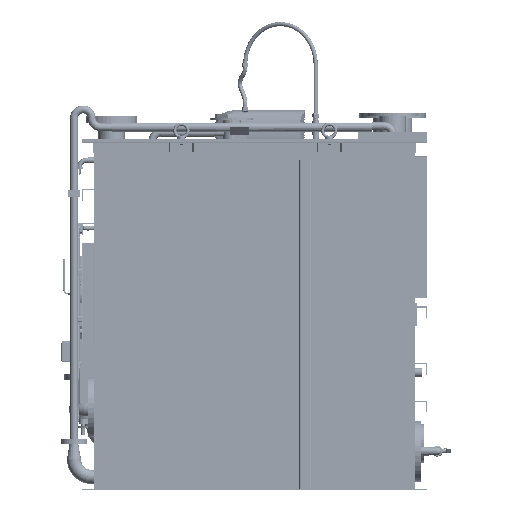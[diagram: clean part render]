
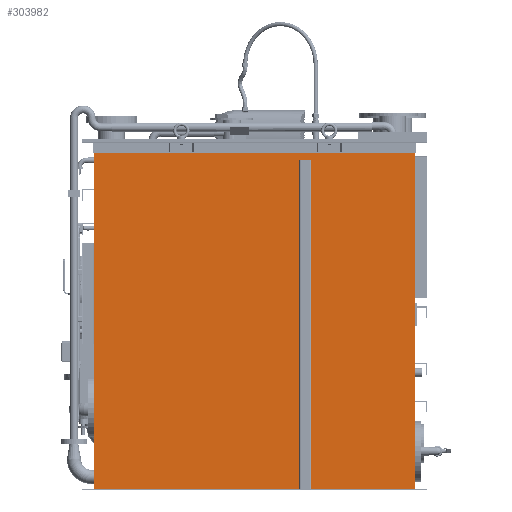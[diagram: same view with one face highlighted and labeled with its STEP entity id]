
A CAD part, left-side view. The second image highlights one B-rep face of the part: STEP entity #303982.
In plain terms, the highlighted planar face has unit normal (-1, 0, 0).
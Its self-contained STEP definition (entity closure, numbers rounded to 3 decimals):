
#9586=PLANE('',#322902);
#21667=LINE('',#440682,#50362);
#21705=LINE('',#440760,#50400);
#21713=LINE('',#440784,#50408);
#21729=LINE('',#440847,#50424);
#21731=LINE('',#440851,#50426);
#21737=LINE('',#440862,#50432);
#22334=LINE('',#443360,#51029);
#22552=LINE('',#443903,#51247);
#22729=LINE('',#444806,#51424);
#22745=LINE('',#444868,#51440);
#22772=LINE('',#445085,#51467);
#22778=LINE('',#445095,#51473);
#22787=LINE('',#445118,#51482);
#22792=LINE('',#445125,#51487);
#22793=LINE('',#445126,#51488);
#50362=VECTOR('',#355584,10.);
#50400=VECTOR('',#355646,10.);
#50408=VECTOR('',#355662,10.);
#50424=VECTOR('',#355718,10.);
#50426=VECTOR('',#355724,10.);
#50432=VECTOR('',#355740,10.);
#51029=VECTOR('',#358229,10.);
#51247=VECTOR('',#358703,10.);
#51424=VECTOR('',#359398,10.);
#51440=VECTOR('',#359462,10.);
#51467=VECTOR('',#359705,10.);
#51473=VECTOR('',#359715,10.);
#51482=VECTOR('',#359740,10.);
#51487=VECTOR('',#359749,10.);
#51488=VECTOR('',#359750,10.);
#82344=FACE_OUTER_BOUND('',#99532,.T.);
#99532=EDGE_LOOP('',(#211023,#211024,#211025,#211026,#211027,#211028,#211029,
#211030,#211031,#211032,#211033,#211034,#211035,#211036,#211037,#211038,
#211039));
#116734=CIRCLE('',#322752,2.5);
#116736=CIRCLE('',#322755,2.5);
#128475=VERTEX_POINT('',#440679);
#128476=VERTEX_POINT('',#440681);
#128503=VERTEX_POINT('',#440757);
#128504=VERTEX_POINT('',#440759);
#128515=VERTEX_POINT('',#440781);
#128516=VERTEX_POINT('',#440783);
#128542=VERTEX_POINT('',#440844);
#128543=VERTEX_POINT('',#440846);
#129333=VERTEX_POINT('',#443358);
#129528=VERTEX_POINT('',#443896);
#129736=VERTEX_POINT('',#444775);
#129737=VERTEX_POINT('',#444777);
#129740=VERTEX_POINT('',#444784);
#129741=VERTEX_POINT('',#444786);
#129768=VERTEX_POINT('',#444865);
#129769=VERTEX_POINT('',#444867);
#129851=VERTEX_POINT('',#445084);
#158627=EDGE_CURVE('',#128476,#128475,#21667,.T.);
#158667=EDGE_CURVE('',#128503,#128504,#21705,.T.);
#158679=EDGE_CURVE('',#128515,#128516,#21713,.T.);
#158710=EDGE_CURVE('',#128543,#128542,#21729,.T.);
#158713=EDGE_CURVE('',#128504,#128542,#21731,.T.);
#158719=EDGE_CURVE('',#128515,#128543,#21737,.T.);
#159873=EDGE_CURVE('',#128503,#129333,#22334,.T.);
#160140=EDGE_CURVE('',#129528,#128516,#22552,.T.);
#160453=EDGE_CURVE('',#129737,#129736,#116734,.T.);
#160457=EDGE_CURVE('',#129741,#129740,#116736,.T.);
#160467=EDGE_CURVE('',#129333,#128476,#22729,.T.);
#160495=EDGE_CURVE('',#129768,#129769,#22745,.T.);
#160589=EDGE_CURVE('',#129851,#129741,#22772,.T.);
#160595=EDGE_CURVE('',#129740,#129528,#22778,.T.);
#160607=EDGE_CURVE('',#129736,#129851,#22787,.T.);
#160612=EDGE_CURVE('',#128475,#129769,#22792,.T.);
#160613=EDGE_CURVE('',#129768,#129737,#22793,.T.);
#211023=ORIENTED_EDGE('',*,*,#158713,.F.);
#211024=ORIENTED_EDGE('',*,*,#158667,.F.);
#211025=ORIENTED_EDGE('',*,*,#159873,.T.);
#211026=ORIENTED_EDGE('',*,*,#160467,.T.);
#211027=ORIENTED_EDGE('',*,*,#158627,.T.);
#211028=ORIENTED_EDGE('',*,*,#160612,.T.);
#211029=ORIENTED_EDGE('',*,*,#160495,.F.);
#211030=ORIENTED_EDGE('',*,*,#160613,.T.);
#211031=ORIENTED_EDGE('',*,*,#160453,.T.);
#211032=ORIENTED_EDGE('',*,*,#160607,.T.);
#211033=ORIENTED_EDGE('',*,*,#160589,.T.);
#211034=ORIENTED_EDGE('',*,*,#160457,.T.);
#211035=ORIENTED_EDGE('',*,*,#160595,.T.);
#211036=ORIENTED_EDGE('',*,*,#160140,.T.);
#211037=ORIENTED_EDGE('',*,*,#158679,.F.);
#211038=ORIENTED_EDGE('',*,*,#158719,.T.);
#211039=ORIENTED_EDGE('',*,*,#158710,.T.);
#303982=ADVANCED_FACE('',(#82344),#9586,.F.);
#322752=AXIS2_PLACEMENT_3D('',#444778,#359373,#359374);
#322755=AXIS2_PLACEMENT_3D('',#444787,#359381,#359382);
#322902=AXIS2_PLACEMENT_3D('',#445124,#359747,#359748);
#355584=DIRECTION('',(0.,1.,0.));
#355646=DIRECTION('',(0.,1.,0.));
#355662=DIRECTION('',(0.,1.,0.));
#355718=DIRECTION('',(0.,-1.,0.));
#355724=DIRECTION('',(0.,0.,1.));
#355740=DIRECTION('',(0.,0.,1.));
#358229=DIRECTION('',(0.,0.,1.));
#358703=DIRECTION('',(0.,0.,-1.));
#359373=DIRECTION('center_axis',(-1.,0.,0.));
#359374=DIRECTION('ref_axis',(0.,0.,
1.));
#359381=DIRECTION('center_axis',(-1.,0.,0.));
#359382=DIRECTION('ref_axis',(0.,0.,
1.));
#359398=DIRECTION('',(0.,0.,1.));
#359462=DIRECTION('',(0.,-1.,0.));
#359705=DIRECTION('',(0.,0.,-1.));
#359715=DIRECTION('',(0.,-1.,0.));
#359740=DIRECTION('',(0.,-1.,0.));
#359747=DIRECTION('center_axis',(1.,0.,0.));
#359748=DIRECTION('ref_axis',(0.,1.,0.));
#359749=DIRECTION('',(0.,0.,1.));
#359750=DIRECTION('',(0.,0.,-1.));
#440679=CARTESIAN_POINT('',(19.,1411.,1488.));
#440681=CARTESIAN_POINT('',(19.,36.,1488.));
#440682=CARTESIAN_POINT('',(19.,36.,1488.));
#440757=CARTESIAN_POINT('',(19.,36.,6.));
#440759=CARTESIAN_POINT('',(19.,487.,6.));
#440760=CARTESIAN_POINT('',(19.,723.5,6.));
#440781=CARTESIAN_POINT('',(19.,525.,6.));
#440783=CARTESIAN_POINT('',(19.,1411.,6.));
#440784=CARTESIAN_POINT('',(19.,723.5,6.));
#440844=CARTESIAN_POINT('',(19.,487.,1411.));
#440846=CARTESIAN_POINT('',(19.,525.,1411.));
#440847=CARTESIAN_POINT('',(19.,614.75,1411.));
#440851=CARTESIAN_POINT('',(19.,487.,6.));
#440862=CARTESIAN_POINT('',(19.,525.,6.));
#443358=CARTESIAN_POINT('',(19.,36.,1441.));
#443360=CARTESIAN_POINT('',(19.,36.,6.));
#443896=CARTESIAN_POINT('',(19.,1411.,1441.));
#443903=CARTESIAN_POINT('',(19.,1411.,1488.));
#444775=CARTESIAN_POINT('',(19.,1458.5,1486.));
#444777=CARTESIAN_POINT('',(19.,1461.,1488.5));
#444778=CARTESIAN_POINT('Origin',(19.,1458.5,1488.5));
#444784=CARTESIAN_POINT('',(19.,1413.5,1441.));
#444786=CARTESIAN_POINT('',(19.,1416.,1443.5));
#444787=CARTESIAN_POINT('Origin',(19.,1413.5,1443.5));
#444806=CARTESIAN_POINT('',(19.,36.,6.));
#444865=CARTESIAN_POINT('',(19.,1461.,1491.));
#444867=CARTESIAN_POINT('',(19.,1411.,1491.));
#444868=CARTESIAN_POINT('',(19.,1074.616,1491.));
#445084=CARTESIAN_POINT('',(19.,1416.,1486.));
#445085=CARTESIAN_POINT('',(19.,1416.,1486.));
#445095=CARTESIAN_POINT('',(19.,1413.5,1441.));
#445118=CARTESIAN_POINT('',(19.,1458.5,1486.));
#445124=CARTESIAN_POINT('Origin',(19.,723.5,747.));
#445125=CARTESIAN_POINT('',(19.,1411.,1441.));
#445126=CARTESIAN_POINT('',(19.,1461.,1491.));
